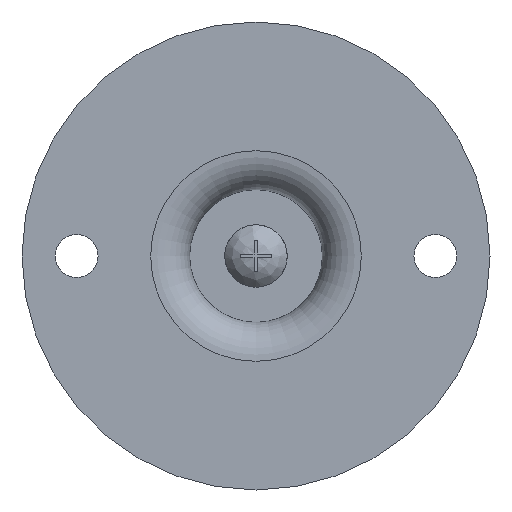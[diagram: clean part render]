
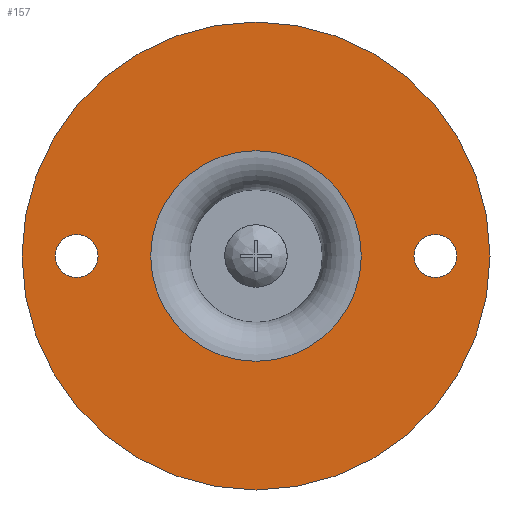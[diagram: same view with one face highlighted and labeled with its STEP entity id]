
A CAD part, front view. The second image highlights one B-rep face of the part: STEP entity #157.
In plain terms, the highlighted planar face has unit normal (0, -1, 0).
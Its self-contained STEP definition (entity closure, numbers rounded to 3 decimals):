
#157 = ADVANCED_FACE( '', ( #326, #327, #328, #329 ), #330, .F. );
#326 = FACE_BOUND( '', #527, .T. );
#327 = FACE_BOUND( '', #528, .T. );
#328 = FACE_OUTER_BOUND( '', #529, .T. );
#329 = FACE_BOUND( '', #530, .T. );
#330 = PLANE( '', #531 );
#527 = EDGE_LOOP( '', ( #874 ) );
#528 = EDGE_LOOP( '', ( #875 ) );
#529 = EDGE_LOOP( '', ( #876 ) );
#530 = EDGE_LOOP( '', ( #877 ) );
#531 = AXIS2_PLACEMENT_3D( '', #878, #879, #880 );
#874 = ORIENTED_EDGE( '', *, *, #1040, .F. );
#875 = ORIENTED_EDGE( '', *, *, #962, .F. );
#876 = ORIENTED_EDGE( '', *, *, #983, .T. );
#877 = ORIENTED_EDGE( '', *, *, #934, .T. );
#878 = CARTESIAN_POINT( '', ( 30., 0., 0. ) );
#879 = DIRECTION( '', ( 0., 1., 0. ) );
#880 = DIRECTION( '', ( 0., 0., 1. ) );
#934 = EDGE_CURVE( '', #1089, #1089, #1090, .T. );
#962 = EDGE_CURVE( '', #1136, #1136, #1137, .F. );
#983 = EDGE_CURVE( '', #1167, #1167, #1168, .T. );
#1040 = EDGE_CURVE( '', #1243, #1243, #1244, .T. );
#1089 = VERTEX_POINT( '', #1324 );
#1090 = CIRCLE( '', #1325, 2.75 );
#1136 = VERTEX_POINT( '', #1416 );
#1137 = CIRCLE( '', #1417, 2.75 );
#1167 = VERTEX_POINT( '', #1480 );
#1168 = CIRCLE( '', #1481, 30. );
#1243 = VERTEX_POINT( '', #1636 );
#1244 = CIRCLE( '', #1637, 13.5 );
#1324 = CARTESIAN_POINT( '', ( -20.25, 0., 0. ) );
#1325 = AXIS2_PLACEMENT_3D( '', #1678, #1679, #1680 );
#1416 = CARTESIAN_POINT( '', ( 23., 0., 2.75 ) );
#1417 = AXIS2_PLACEMENT_3D( '', #1697, #1698, #1699 );
#1480 = CARTESIAN_POINT( '', ( 0., 0., -30. ) );
#1481 = AXIS2_PLACEMENT_3D( '', #1714, #1715, #1716 );
#1636 = CARTESIAN_POINT( '', ( 0., 0., -13.5 ) );
#1637 = AXIS2_PLACEMENT_3D( '', #1766, #1767, #1768 );
#1678 = CARTESIAN_POINT( '', ( -23., 0., 0. ) );
#1679 = DIRECTION( '', ( 0., 1., 0. ) );
#1680 = DIRECTION( '', ( 1., 0., 0. ) );
#1697 = CARTESIAN_POINT( '', ( 23., 0., 0. ) );
#1698 = DIRECTION( '', ( 0., 1., 0. ) );
#1699 = DIRECTION( '', ( 0., 0., 1. ) );
#1714 = CARTESIAN_POINT( '', ( 0., 0., 0. ) );
#1715 = DIRECTION( '', ( 0., -1., 0. ) );
#1716 = DIRECTION( '', ( 0., 0., -1. ) );
#1766 = CARTESIAN_POINT( '', ( 0., 0., 0. ) );
#1767 = DIRECTION( '', ( 0., -1., 0. ) );
#1768 = DIRECTION( '', ( 0., 0., -1. ) );
